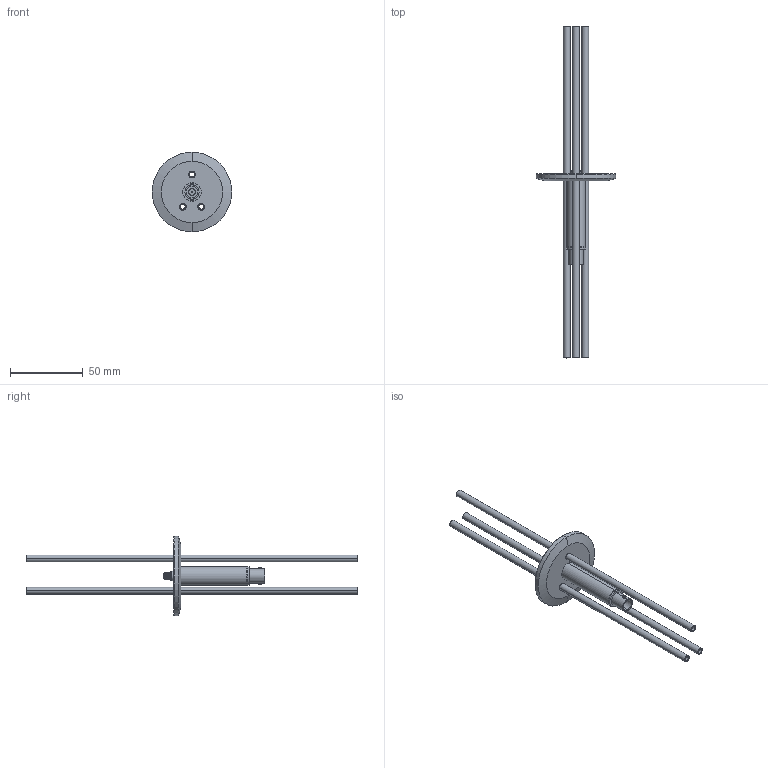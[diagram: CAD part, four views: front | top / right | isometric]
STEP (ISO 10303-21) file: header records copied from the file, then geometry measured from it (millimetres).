
FILE_DESCRIPTION (( 'STEP AP203' ), '1' );
FILE_NAME ('130239 - KF40 1 elec, 3 tubes (Outline Model rev.A)', '2021-03-05T17:53:45', ( 'Owner' ), ( '' ), 'SwSTEP 2.0', 'SolidWorks 2018', '' );
FILE_SCHEMA (( 'CONFIG_CONTROL_DESIGN' ));
Length unit declared in the file: inch
Products named in the file (1): 130239
Bounding box: 54.86 x 228.6 x 54.86 mm (x, y, z)
Volume: 21981.4 mm3; surface area: 28406.7 mm2
Topology: 9 solids, 9 shells, 140 faces, 302 edges, 198 vertices
Faces by surface type: cylinder 82, plane 43, cone 7, torus 6, bspline 2
Entity records: 4523 total; most frequent: CARTESIAN_POINT 1282, DIRECTION 720, ORIENTED_EDGE 604, AXIS2_PLACEMENT_3D 308, EDGE_CURVE 302, VERTEX_POINT 198, EDGE_LOOP 174, CIRCLE 169
